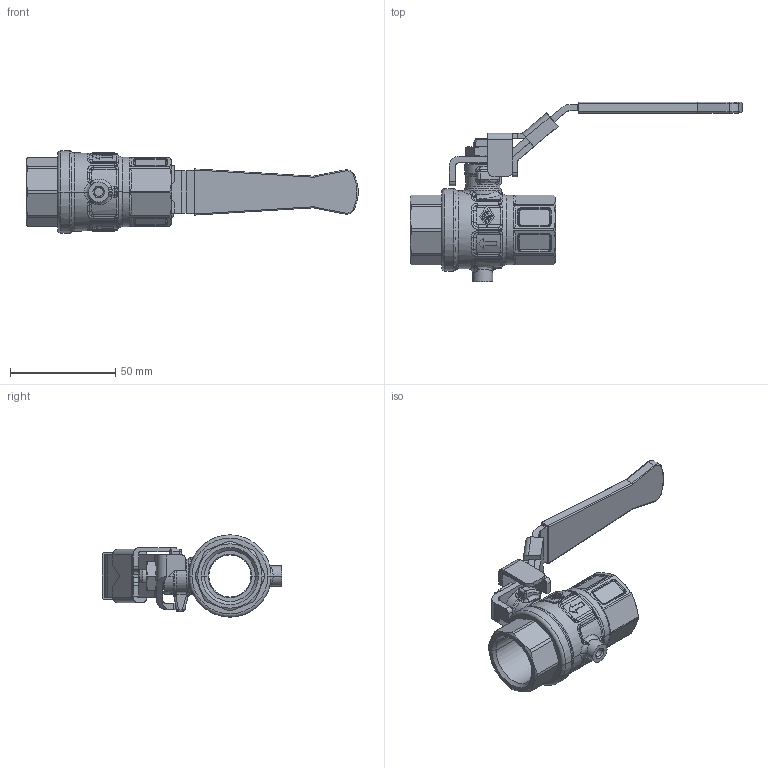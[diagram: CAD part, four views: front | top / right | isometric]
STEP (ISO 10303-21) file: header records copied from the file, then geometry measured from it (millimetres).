
FILE_DESCRIPTION(('Creo Elements/Direct Modeling STEP Export'),'2;1');
FILE_NAME('5110050000.stp','2021-05-25T12:16:40',(''),(''),'Creo Elements/Direct Modeling STEP processor for AP214 (Solid Model)','Creo Elements/Direct Modeling 20.1D 10-Oct-2020 (C) Parametric Technology GmbH','');
FILE_SCHEMA(('AUTOMOTIVE_DESIGN { 1 0 10303 214 1 1 1 1 }'));
Length unit declared in the file: millimetre
Products named in the file (2): 5110050000
Assembly tree (1 placements, depth 2):
  5110050000
    5110050000
Bounding box: 157.43 x 84.95 x 39 mm (x, y, z)
Volume: 55690 mm3; surface area: 24823.2 mm2
Topology: 1 solids, 1 shells, 770 faces, 1946 edges, 1190 vertices
Faces by surface type: plane 253, cylinder 204, bspline 182, torus 62, cone 44, sphere 25
Entity records: 32725 total; most frequent: CARTESIAN_POINT 14304, ORIENTED_EDGE 3886, DIRECTION 3229, EDGE_CURVE 1943, AXIS2_PLACEMENT_3D 1268, VERTEX_POINT 1190, EDGE_LOOP 795, FACE_OUTER_BOUND 770
